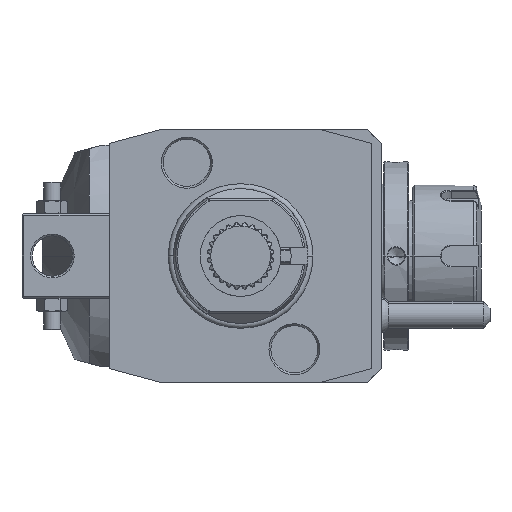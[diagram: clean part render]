
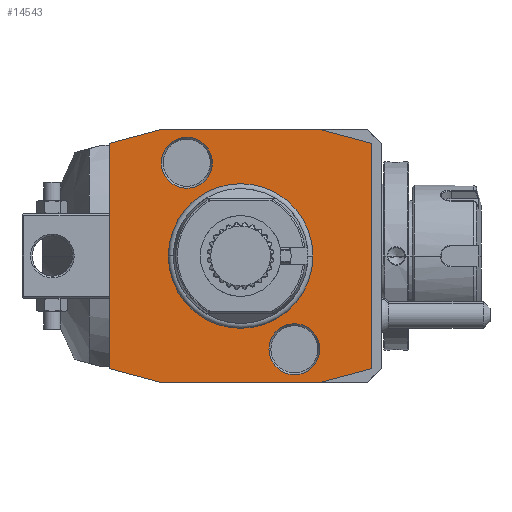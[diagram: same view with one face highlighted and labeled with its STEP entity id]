
A CAD part, front view. The second image highlights one B-rep face of the part: STEP entity #14543.
In plain terms, the highlighted planar face has unit normal (0, -1, 0).
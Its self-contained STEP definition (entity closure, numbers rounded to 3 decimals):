
#1=DIRECTION('',(0.966,0.,-0.259));
#2=VECTOR('',#1,15.529);
#3=CARTESIAN_POINT('',(-39.,0.,-33.481));
#4=LINE('',#3,#2);
#5=DIRECTION('',(0.,0.,-1.));
#6=VECTOR('',#5,66.962);
#7=CARTESIAN_POINT('',(-39.,0.,33.481));
#8=LINE('',#7,#6);
#9=DIRECTION('',(-0.966,0.,-0.259));
#10=VECTOR('',#9,15.529);
#11=CARTESIAN_POINT('',(-24.,0.,37.5));
#12=LINE('',#11,#10);
#13=DIRECTION('',(-1.,0.,0.));
#14=VECTOR('',#13,48.);
#15=CARTESIAN_POINT('',(24.,0.,37.5));
#16=LINE('',#15,#14);
#17=DIRECTION('',(-0.966,0.,0.259));
#18=VECTOR('',#17,15.529);
#19=CARTESIAN_POINT('',(39.,0.,33.481));
#20=LINE('',#19,#18);
#21=DIRECTION('',(0.,0.,1.));
#22=VECTOR('',#21,66.962);
#23=CARTESIAN_POINT('',(39.,0.,-33.481));
#24=LINE('',#23,#22);
#25=DIRECTION('',(0.966,0.,0.259));
#26=VECTOR('',#25,15.529);
#27=CARTESIAN_POINT('',(24.,0.,-37.5));
#28=LINE('',#27,#26);
#29=DIRECTION('',(1.,0.,0.));
#30=VECTOR('',#29,48.);
#31=CARTESIAN_POINT('',(-24.,0.,-37.5));
#32=LINE('',#31,#30);
#33=CARTESIAN_POINT('',(-16.,0.,27.713));
#34=DIRECTION('',(0.,1.,0.));
#35=DIRECTION('',(-1.,0.,0.));
#36=AXIS2_PLACEMENT_3D('',#33,#34,#35);
#38=CARTESIAN_POINT('',(-16.,0.,27.713));
#39=DIRECTION('',(0.,1.,0.));
#40=DIRECTION('',(1.,0.,0.));
#41=AXIS2_PLACEMENT_3D('',#38,#39,#40);
#43=CARTESIAN_POINT('',(16.,0.,-27.713));
#44=DIRECTION('',(0.,1.,0.));
#45=DIRECTION('',(1.,0.,0.));
#46=AXIS2_PLACEMENT_3D('',#43,#44,#45);
#48=CARTESIAN_POINT('',(16.,0.,-27.713));
#49=DIRECTION('',(0.,1.,0.));
#50=DIRECTION('',(-1.,0.,0.));
#51=AXIS2_PLACEMENT_3D('',#48,#49,#50);
#7225=CARTESIAN_POINT('',(0.,0.,0.));
#7226=DIRECTION('',(0.,1.,0.));
#7227=DIRECTION('',(-1.,0.,0.));
#7228=AXIS2_PLACEMENT_3D('',#7225,#7226,#7227);
#7230=CARTESIAN_POINT('',(0.,0.,0.));
#7231=DIRECTION('',(0.,1.,0.));
#7232=DIRECTION('',(1.,0.,0.));
#7233=AXIS2_PLACEMENT_3D('',#7230,#7231,#7232);
#13031=CARTESIAN_POINT('',(-23.577,0.,
27.713));
#13032=CARTESIAN_POINT('',(-8.423,0.,
27.713));
#13033=VERTEX_POINT('',#13031);
#13034=VERTEX_POINT('',#13032);
#13204=CARTESIAN_POINT('',(23.577,0.,-27.713));
#13205=CARTESIAN_POINT('',(8.423,0.,-27.713));
#13206=VERTEX_POINT('',#13204);
#13207=VERTEX_POINT('',#13205);
#14120=CARTESIAN_POINT('',(-39.,0.,-33.481));
#14121=CARTESIAN_POINT('',(-24.,0.,-37.5));
#14122=VERTEX_POINT('',#14120);
#14123=VERTEX_POINT('',#14121);
#14124=CARTESIAN_POINT('',(24.,0.,-37.5));
#14125=VERTEX_POINT('',#14124);
#14126=CARTESIAN_POINT('',(39.,0.,-33.481));
#14127=VERTEX_POINT('',#14126);
#14128=CARTESIAN_POINT('',(39.,0.,33.481));
#14129=VERTEX_POINT('',#14128);
#14130=CARTESIAN_POINT('',(24.,0.,37.5));
#14131=VERTEX_POINT('',#14130);
#14132=CARTESIAN_POINT('',(-24.,0.,37.5));
#14133=VERTEX_POINT('',#14132);
#14134=CARTESIAN_POINT('',(-39.,0.,33.481));
#14135=VERTEX_POINT('',#14134);
#14376=CARTESIAN_POINT('',(-21.137,0.,0.));
#14377=CARTESIAN_POINT('',(21.137,0.,0.));
#14378=VERTEX_POINT('',#14376);
#14379=VERTEX_POINT('',#14377);
#14502=CARTESIAN_POINT('',(0.,0.,0.));
#14503=DIRECTION('',(0.,-1.,0.));
#14504=DIRECTION('',(-1.,0.,0.));
#14505=AXIS2_PLACEMENT_3D('',#14502,#14503,#14504);
#14506=PLANE('',#14505);
#14508=ORIENTED_EDGE('',*,*,#14507,.F.);
#14510=ORIENTED_EDGE('',*,*,#14509,.F.);
#14512=ORIENTED_EDGE('',*,*,#14511,.F.);
#14514=ORIENTED_EDGE('',*,*,#14513,.F.);
#14516=ORIENTED_EDGE('',*,*,#14515,.F.);
#14518=ORIENTED_EDGE('',*,*,#14517,.F.);
#14520=ORIENTED_EDGE('',*,*,#14519,.F.);
#14522=ORIENTED_EDGE('',*,*,#14521,.F.);
#14523=EDGE_LOOP('',(#14508,#14510,#14512,#14514,#14516,#14518,#14520,#14522));
#14524=FACE_OUTER_BOUND('',#14523,.F.);
#14526=ORIENTED_EDGE('',*,*,#14525,.F.);
#14528=ORIENTED_EDGE('',*,*,#14527,.F.);
#14529=EDGE_LOOP('',(#14526,#14528));
#14530=FACE_BOUND('',#14529,.F.);
#14532=ORIENTED_EDGE('',*,*,#14531,.F.);
#14534=ORIENTED_EDGE('',*,*,#14533,.F.);
#14535=EDGE_LOOP('',(#14532,#14534));
#14536=FACE_BOUND('',#14535,.F.);
#14538=ORIENTED_EDGE('',*,*,#14537,.F.);
#14540=ORIENTED_EDGE('',*,*,#14539,.F.);
#14541=EDGE_LOOP('',(#14538,#14540));
#14542=FACE_BOUND('',#14541,.F.);
#37=CIRCLE('',#36,7.577);
#42=CIRCLE('',#41,7.577);
#47=CIRCLE('',#46,7.577);
#52=CIRCLE('',#51,7.577);
#7229=CIRCLE('',#7228,21.137);
#7234=CIRCLE('',#7233,21.137);
#14507=EDGE_CURVE('',#14122,#14123,#4,.T.);
#14509=EDGE_CURVE('',#14135,#14122,#8,.T.);
#14511=EDGE_CURVE('',#14133,#14135,#12,.T.);
#14513=EDGE_CURVE('',#14131,#14133,#16,.T.);
#14515=EDGE_CURVE('',#14129,#14131,#20,.T.);
#14517=EDGE_CURVE('',#14127,#14129,#24,.T.);
#14519=EDGE_CURVE('',#14125,#14127,#28,.T.);
#14521=EDGE_CURVE('',#14123,#14125,#32,.T.);
#14525=EDGE_CURVE('',#14378,#14379,#7229,.T.);
#14527=EDGE_CURVE('',#14379,#14378,#7234,.T.);
#14531=EDGE_CURVE('',#13033,#13034,#37,.T.);
#14533=EDGE_CURVE('',#13034,#13033,#42,.T.);
#14537=EDGE_CURVE('',#13206,#13207,#47,.T.);
#14539=EDGE_CURVE('',#13207,#13206,#52,.T.);
#14543=ADVANCED_FACE('',(#14524,#14530,#14536,#14542),#14506,.T.);
